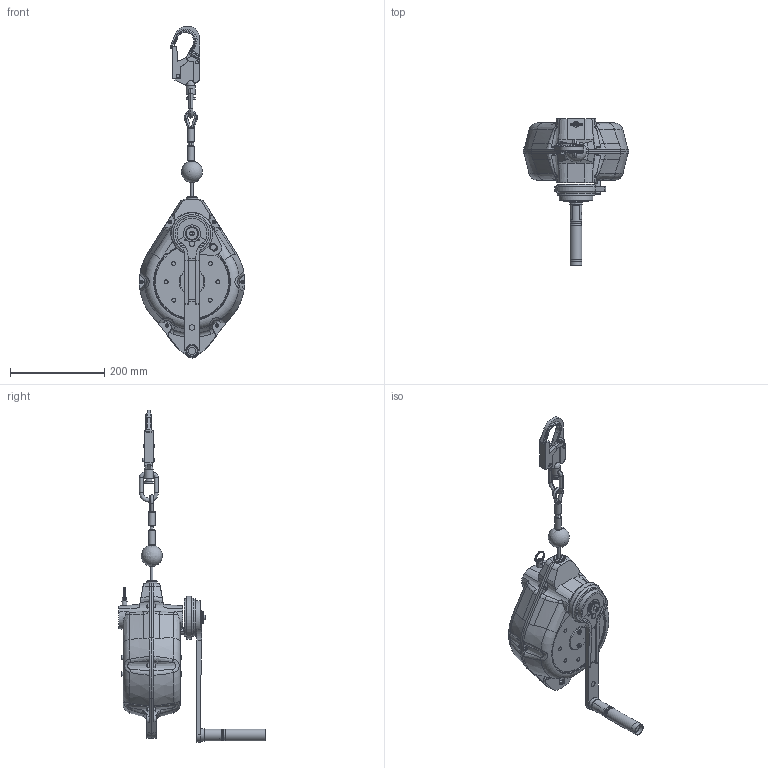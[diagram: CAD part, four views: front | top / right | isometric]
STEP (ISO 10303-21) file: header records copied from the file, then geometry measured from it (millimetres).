
FILE_DESCRIPTION(/* description */ (''),/* implementation_level */ '2;1');
FILE_NAME(/* name */ 'GSE414G-06.stp',/* time_stamp */ '2023-06-22T10:21:56+01:00',/* author */ ('SimonLewis'),/* organization */ (''),/* preprocessor_version */ 'ST-DEVELOPER v18.1',/* originating_system */ 'Autodesk Inventor 2022',/* authorisation */ '');
FILE_SCHEMA (('AUTOMOTIVE_DESIGN { 1 0 10303 214 3 1 1 }'));
Products named in the file (1): GSE414G-06_Simplify_1
Bounding box: 224.15 x 311.6 x 706.36 mm (x, y, z)
Volume: 1619347.7 mm3; surface area: 586880.3 mm2
Topology: 45 solids, 45 shells, 1165 faces, 2937 edges, 1883 vertices
Faces by surface type: plane 492, cylinder 292, cone 177, bspline 135, torus 60, sphere 9
Full cylindrical faces by diameter (mm): 3.242 x6, 3.5 x2, 3.6 x1, 4 x7, 4.134 x4, 4.5 x12, 5 x10, 5.4 x1, 5.5 x4, 5.6 x1, 5.7 x1, 5.95 x6, 6 x3, 6.4 x1, 6.5 x1, 6.924 x2, 7 x7, 7.544 x2, 7.8 x1, 8 x4, 8.1 x1, 8.2 x1, 8.3 x9, 9.5 x4, 10 x2, 10.106 x1, 10.5 x1, 12 x7, 12.806 x1, 13.245 x1
Entity records: 45551 total; most frequent: CARTESIAN_POINT 17288, ORIENTED_EDGE 5838, DIRECTION 5289, EDGE_CURVE 2919, AXIS2_PLACEMENT_3D 2060, VERTEX_POINT 1883, EDGE_LOOP 1332, STYLED_ITEM 1190
